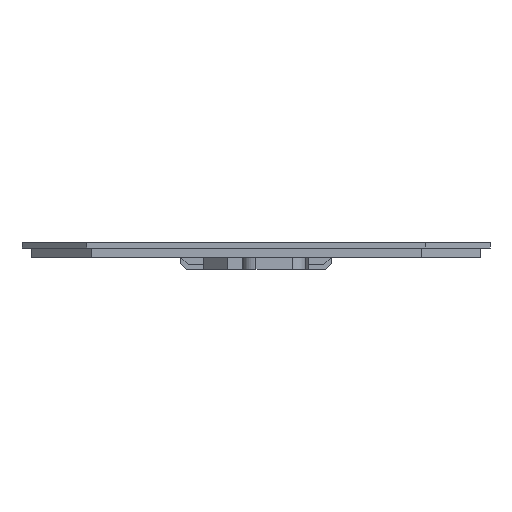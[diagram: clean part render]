
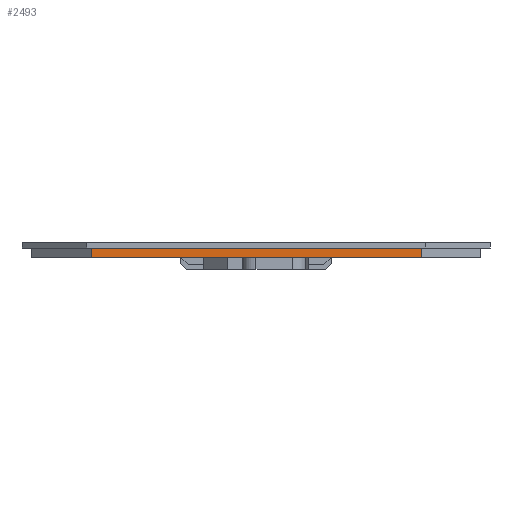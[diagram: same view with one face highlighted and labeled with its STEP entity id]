
A CAD part, front view. The second image highlights one B-rep face of the part: STEP entity #2493.
In plain terms, the highlighted planar face has unit normal (0.001, -1, 0).
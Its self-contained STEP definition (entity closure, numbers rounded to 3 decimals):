
#23 = CARTESIAN_POINT ( 'NONE',  ( 27.419, -63.27, 1.5 ) ) ;
#205 = AXIS2_PLACEMENT_3D ( 'NONE', #1451, #1920, #1861 ) ;
#392 = DIRECTION ( 'NONE',  ( 1., 0.001, 0. ) ) ;
#456 = EDGE_CURVE ( 'NONE', #3274, #1035, #2883, .T. ) ;
#607 = ORIENTED_EDGE ( 'NONE', *, *, #2173, .F. ) ;
#960 = DIRECTION ( 'NONE',  ( 0., 0., -1. ) ) ;
#1035 = VERTEX_POINT ( 'NONE', #4455 ) ;
#1039 = PLANE ( 'NONE',  #205 ) ;
#1106 = EDGE_LOOP ( 'NONE', ( #4864, #607, #5016, #5122 ) ) ;
#1137 = VECTOR ( 'NONE', #392, 1000. ) ;
#1323 = FACE_OUTER_BOUND ( 'NONE', #1106, .T. ) ;
#1329 = LINE ( 'NONE', #23, #1137 ) ;
#1386 = CARTESIAN_POINT ( 'NONE',  ( 27.419, -63.27, 3.05 ) ) ;
#1431 = VERTEX_POINT ( 'NONE', #2323 ) ;
#1445 = VECTOR ( 'NONE', #1800, 1000. ) ;
#1451 = CARTESIAN_POINT ( 'NONE',  ( 27.419, -63.27, 3.05 ) ) ;
#1800 = DIRECTION ( 'NONE',  ( 0., 0., -1. ) ) ;
#1861 = DIRECTION ( 'NONE',  ( -1., -0.001, 0. ) ) ;
#1920 = DIRECTION ( 'NONE',  ( -0.001, 1., 0. ) ) ;
#2044 = EDGE_CURVE ( 'NONE', #1431, #5037, #1329, .T. ) ;
#2116 = EDGE_CURVE ( 'NONE', #3274, #1431, #3560, .T. ) ;
#2162 = CARTESIAN_POINT ( 'NONE',  ( -27.374, -63.298, 3.05 ) ) ;
#2173 = EDGE_CURVE ( 'NONE', #1035, #5037, #4581, .T. ) ;
#2323 = CARTESIAN_POINT ( 'NONE',  ( -27.374, -63.298, 1.5 ) ) ;
#2493 = ADVANCED_FACE ( 'NONE', ( #1323 ), #1039, .F. ) ;
#2883 = LINE ( 'NONE', #1386, #3776 ) ;
#2941 = DIRECTION ( 'NONE',  ( 1., 0.001, 0. ) ) ;
#3174 = CARTESIAN_POINT ( 'NONE',  ( 27.419, -63.27, 1.5 ) ) ;
#3274 = VERTEX_POINT ( 'NONE', #2162 ) ;
#3560 = LINE ( 'NONE', #4248, #1445 ) ;
#3776 = VECTOR ( 'NONE', #2941, 1000. ) ;
#4214 = CARTESIAN_POINT ( 'NONE',  ( 27.419, -63.27, 3.05 ) ) ;
#4248 = CARTESIAN_POINT ( 'NONE',  ( -27.374, -63.298, 3.05 ) ) ;
#4455 = CARTESIAN_POINT ( 'NONE',  ( 27.419, -63.27, 3.05 ) ) ;
#4517 = VECTOR ( 'NONE', #960, 1000. ) ;
#4581 = LINE ( 'NONE', #4214, #4517 ) ;
#4864 = ORIENTED_EDGE ( 'NONE', *, *, #2044, .T. ) ;
#5016 = ORIENTED_EDGE ( 'NONE', *, *, #456, .F. ) ;
#5037 = VERTEX_POINT ( 'NONE', #3174 ) ;
#5122 = ORIENTED_EDGE ( 'NONE', *, *, #2116, .T. ) ;
